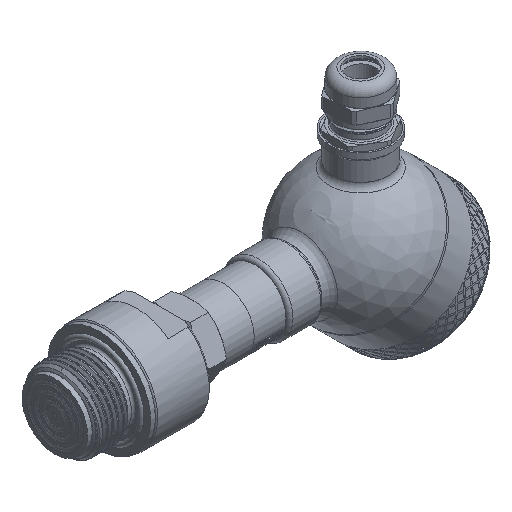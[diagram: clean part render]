
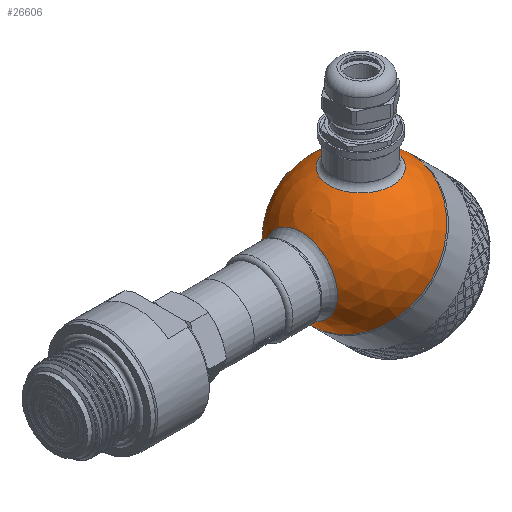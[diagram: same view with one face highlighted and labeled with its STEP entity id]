
A CAD part, isometric view. The second image highlights one B-rep face of the part: STEP entity #26606.
In plain terms, the highlighted spherical face has radius 30 mm.
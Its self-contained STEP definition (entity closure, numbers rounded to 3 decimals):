
#16=SPHERICAL_SURFACE('',#28363,30.);
#1139=FACE_BOUND('',#4235,.T.);
#1140=FACE_BOUND('',#4236,.T.);
#2490=FACE_OUTER_BOUND('',#4234,.T.);
#4234=EDGE_LOOP('',(#20475,#20476,#20477,#20478));
#4235=EDGE_LOOP('',(#20479));
#4236=EDGE_LOOP('',(#20480));
#5807=CIRCLE('',#28360,15.643);
#5810=CIRCLE('',#28364,30.);
#5811=CIRCLE('',#28365,30.);
#5812=CIRCLE('',#28366,30.);
#5813=CIRCLE('',#28367,13.5);
#11321=VERTEX_POINT('',#47004);
#11323=VERTEX_POINT('',#47010);
#11324=VERTEX_POINT('',#47011);
#11325=VERTEX_POINT('',#47013);
#11326=VERTEX_POINT('',#47016);
#14658=EDGE_CURVE('',#11321,#11321,#5807,.T.);
#14661=EDGE_CURVE('',#11323,#11324,#5810,.T.);
#14662=EDGE_CURVE('',#11323,#11325,#5811,.T.);
#14663=EDGE_CURVE('',#11324,#11323,#5812,.T.);
#14664=EDGE_CURVE('',#11326,#11326,#5813,.T.);
#20475=ORIENTED_EDGE('',*,*,#14661,.F.);
#20476=ORIENTED_EDGE('',*,*,#14662,.T.);
#20477=ORIENTED_EDGE('',*,*,#14662,.F.);
#20478=ORIENTED_EDGE('',*,*,#14663,.F.);
#20479=ORIENTED_EDGE('',*,*,#14658,.F.);
#20480=ORIENTED_EDGE('',*,*,#14664,.F.);
#26606=ADVANCED_FACE('',(#2490,#1139,#1140),#16,.T.);
#28360=AXIS2_PLACEMENT_3D('',#47005,#30659,#30660);
#28363=AXIS2_PLACEMENT_3D('',#47009,#30665,#30666);
#28364=AXIS2_PLACEMENT_3D('',#47012,#30667,#30668);
#28365=AXIS2_PLACEMENT_3D('',#47014,#30669,#30670);
#28366=AXIS2_PLACEMENT_3D('',#47015,#30671,#30672);
#28367=AXIS2_PLACEMENT_3D('',#47017,#30673,#30674);
#30659=DIRECTION('center_axis',(-0.707,0.,0.707));
#30660=DIRECTION('ref_axis',(0.707,0.,0.707));
#30665=DIRECTION('center_axis',(1.,0.,0.));
#30666=DIRECTION('ref_axis',(0.,-1.,0.));
#30667=DIRECTION('center_axis',(1.,0.,0.));
#30668=DIRECTION('ref_axis',(0.,1.,0.));
#30669=DIRECTION('center_axis',(0.,0.,1.));
#30670=DIRECTION('ref_axis',(0.,1.,0.));
#30671=DIRECTION('center_axis',(1.,0.,0.));
#30672=DIRECTION('ref_axis',(0.,1.,0.));
#30673=DIRECTION('center_axis',(-0.707,0.,-0.707));
#30674=DIRECTION('ref_axis',(-0.707,0.,0.707));
#47004=CARTESIAN_POINT('',(-29.162,0.,7.04));
#47005=CARTESIAN_POINT('Origin',(-18.101,0.,18.101));
#47009=CARTESIAN_POINT('Origin',(0.,0.,0.));
#47010=CARTESIAN_POINT('',(0.,30.,0.));
#47011=CARTESIAN_POINT('',(0.,-30.,0.));
#47012=CARTESIAN_POINT('Origin',(0.,0.,0.));
#47013=CARTESIAN_POINT('',(-30.,0.,0.));
#47014=CARTESIAN_POINT('Origin',(0.,0.,0.));
#47015=CARTESIAN_POINT('Origin',(0.,0.,0.));
#47016=CARTESIAN_POINT('',(-9.398,0.,-28.49));
#47017=CARTESIAN_POINT('Origin',(-18.944,0.,-18.944));
